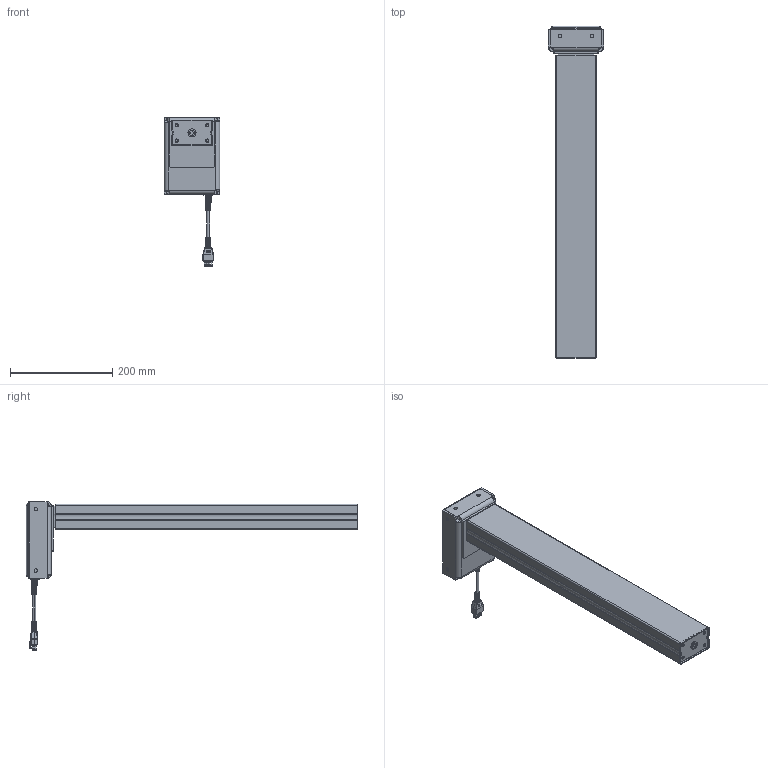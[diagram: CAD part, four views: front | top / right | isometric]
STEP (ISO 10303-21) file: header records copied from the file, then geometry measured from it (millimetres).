
FILE_DESCRIPTION (( 'STEP AP203' ), '1' );
FILE_NAME ('DD 11.STEP', '2017-06-30T08:37:47', ( 'admin' ), ( 'Hewlett-Packard Company' ), 'SwSTEP 2.0', 'SolidWorks 2016', '' );
FILE_SCHEMA (( 'CONFIG_CONTROL_DESIGN' ));
Length unit declared in the file: millimetre
Products named in the file (1): DD 11
Bounding box: 108.6 x 650 x 291.41 mm (x, y, z)
Volume: 3178532.5 mm3; surface area: 223634.8 mm2
Topology: 1 solids, 1 shells, 1041 faces, 2609 edges, 1666 vertices
Faces by surface type: plane 664, cylinder 154, cone 121, bspline 78, torus 24
Entity records: 32108 total; most frequent: CARTESIAN_POINT 7417, ORIENTED_EDGE 5218, DIRECTION 4939, EDGE_CURVE 2609, VECTOR 1719, LINE 1719, VERTEX_POINT 1666, AXIS2_PLACEMENT_3D 1610
